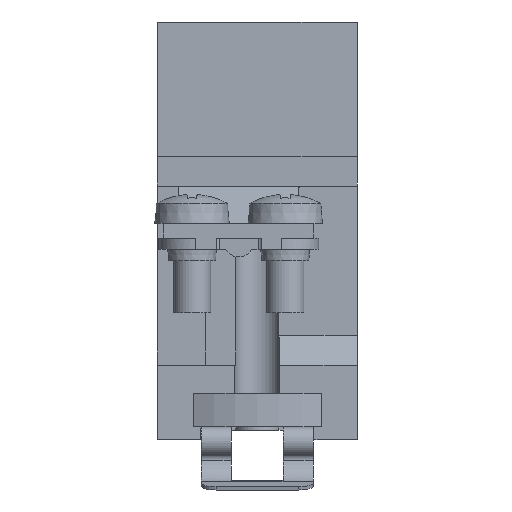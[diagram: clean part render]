
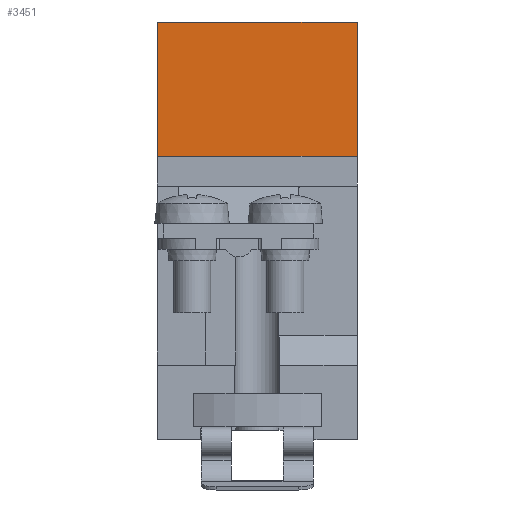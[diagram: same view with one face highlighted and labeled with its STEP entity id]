
A CAD part, front view. The second image highlights one B-rep face of the part: STEP entity #3451.
In plain terms, the highlighted planar face has unit normal (0, -1, 0).
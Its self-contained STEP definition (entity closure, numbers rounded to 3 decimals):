
#3451=ADVANCED_FACE('',(#4271),#3950,.T.);
#3950=PLANE('',#11700);
#4271=FACE_OUTER_BOUND('',#4740,.T.);
#4740=EDGE_LOOP('',(#5509,#5510,#5511,#5512));
#5509=ORIENTED_EDGE('',*,*,#9060,.T.);
#5510=ORIENTED_EDGE('',*,*,#8956,.T.);
#5511=ORIENTED_EDGE('',*,*,#9064,.F.);
#5512=ORIENTED_EDGE('',*,*,#9065,.F.);
#8054=VERTEX_POINT('',#15227);
#8055=VERTEX_POINT('',#15229);
#8143=VERTEX_POINT('',#15652);
#8145=VERTEX_POINT('',#15659);
#8956=EDGE_CURVE('',#8055,#8054,#10234,.T.);
#9060=EDGE_CURVE('',#8143,#8055,#10266,.T.);
#9064=EDGE_CURVE('',#8145,#8054,#10270,.T.);
#9065=EDGE_CURVE('',#8143,#8145,#10271,.T.);
#10234=LINE('',#15228,#10941);
#10266=LINE('',#15651,#10973);
#10270=LINE('',#15658,#10977);
#10271=LINE('',#15660,#10978);
#10941=VECTOR('',#12448,1.);
#10973=VECTOR('',#12558,1.);
#10977=VECTOR('',#12564,1.);
#10978=VECTOR('',#12565,1.);
#11700=AXIS2_PLACEMENT_3D('',#15661,#12566,#12567);
#12448=DIRECTION('',(0.,0.,-1.));
#12558=DIRECTION('',(-1.,0.,0.));
#12564=DIRECTION('',(-1.,0.,0.));
#12565=DIRECTION('',(0.,0.,-1.));
#12566=DIRECTION('',(0.,-1.,0.));
#12567=DIRECTION('',(0.,0.,-1.));
#15227=CARTESIAN_POINT('',(0.35,13.25,44.75));
#15228=CARTESIAN_POINT('',(0.35,13.25,44.75));
#15229=CARTESIAN_POINT('',(0.35,13.25,62.75));
#15651=CARTESIAN_POINT('',(0.4,13.25,62.75));
#15652=CARTESIAN_POINT('',(27.15,13.25,62.75));
#15658=CARTESIAN_POINT('',(0.4,13.25,44.75));
#15659=CARTESIAN_POINT('',(27.15,13.25,44.75));
#15660=CARTESIAN_POINT('',(27.15,13.25,44.75));
#15661=CARTESIAN_POINT('',(0.4,13.25,62.75));
